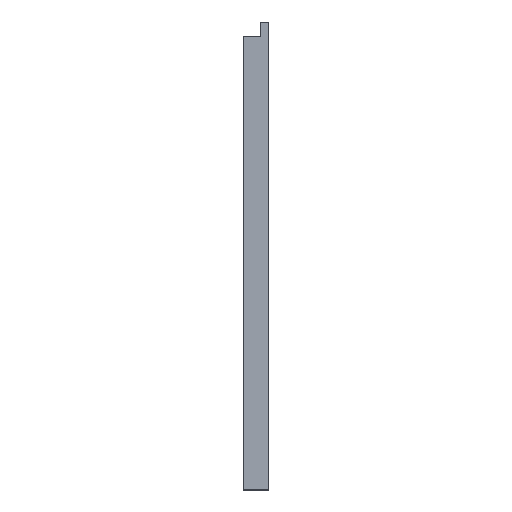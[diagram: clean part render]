
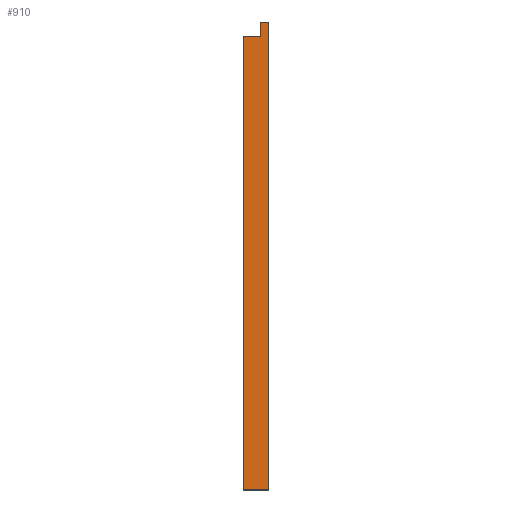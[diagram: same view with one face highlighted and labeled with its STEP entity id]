
A CAD part, left-side view. The second image highlights one B-rep face of the part: STEP entity #910.
In plain terms, the highlighted planar face has unit normal (-1, 0, 0).
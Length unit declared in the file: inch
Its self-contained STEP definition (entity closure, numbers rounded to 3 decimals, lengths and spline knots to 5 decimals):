
#20 = DIRECTION ( 'NONE',  ( 0., 0., 1. ) ) ;
#25 = VERTEX_POINT ( 'NONE', #768 ) ;
#27 = CARTESIAN_POINT ( 'NONE',  ( -9.25, 0., 4.125 ) ) ;
#41 = ORIENTED_EDGE ( 'NONE', *, *, #1293, .F. ) ;
#63 = DIRECTION ( 'NONE',  ( 0., 0., -1. ) ) ;
#90 = CARTESIAN_POINT ( 'NONE',  ( -9.25, 0., -4.125 ) ) ;
#127 = VERTEX_POINT ( 'NONE', #1337 ) ;
#163 = CARTESIAN_POINT ( 'NONE',  ( -9.25, 0.45, -4.125 ) ) ;
#228 = DIRECTION ( 'NONE',  ( 0., -1., 0. ) ) ;
#243 = ORIENTED_EDGE ( 'NONE', *, *, #1089, .F. ) ;
#278 = LINE ( 'NONE', #1653, #492 ) ;
#298 = VECTOR ( 'NONE', #228, 39.37008 ) ;
#310 = EDGE_CURVE ( 'NONE', #1442, #660, #1017, .T. ) ;
#380 = ORIENTED_EDGE ( 'NONE', *, *, #1385, .T. ) ;
#430 = EDGE_LOOP ( 'NONE', ( #1400, #1441, #243, #41, #380, #1403 ) ) ;
#456 = LINE ( 'NONE', #27, #1235 ) ;
#492 = VECTOR ( 'NONE', #20, 39.37008 ) ;
#549 = VECTOR ( 'NONE', #951, 39.37008 ) ;
#620 = LINE ( 'NONE', #736, #1466 ) ;
#660 = VERTEX_POINT ( 'NONE', #1223 ) ;
#715 = AXIS2_PLACEMENT_3D ( 'NONE', #1273, #1290, #63 ) ;
#736 = CARTESIAN_POINT ( 'NONE',  ( -9.25, 0.45, 3.875 ) ) ;
#768 = CARTESIAN_POINT ( 'NONE',  ( -9.25, 0.45, 3.875 ) ) ;
#769 = EDGE_CURVE ( 'NONE', #127, #1442, #1537, .T. ) ;
#774 = VECTOR ( 'NONE', #851, 39.37008 ) ;
#851 = DIRECTION ( 'NONE',  ( 0., 0., 1. ) ) ;
#910 = ADVANCED_FACE ( 'NONE', ( #1147 ), #1265, .F. ) ;
#951 = DIRECTION ( 'NONE',  ( 0., -1., 0. ) ) ;
#988 = CARTESIAN_POINT ( 'NONE',  ( -9.25, 0.45, -4.125 ) ) ;
#1002 = DIRECTION ( 'NONE',  ( 0., 0., 1. ) ) ;
#1017 = LINE ( 'NONE', #1707, #298 ) ;
#1042 = VERTEX_POINT ( 'NONE', #988 ) ;
#1089 = EDGE_CURVE ( 'NONE', #25, #127, #620, .T. ) ;
#1147 = FACE_OUTER_BOUND ( 'NONE', #430, .T. ) ;
#1169 = DIRECTION ( 'NONE',  ( 0., -1., 0. ) ) ;
#1223 = CARTESIAN_POINT ( 'NONE',  ( -9.25, 0., 4.125 ) ) ;
#1227 = CARTESIAN_POINT ( 'NONE',  ( -9.25, 0.15, 4.125 ) ) ;
#1235 = VECTOR ( 'NONE', #1002, 39.37008 ) ;
#1265 = PLANE ( 'NONE',  #715 ) ;
#1273 = CARTESIAN_POINT ( 'NONE',  ( -9.25, 0.45, 4.125 ) ) ;
#1290 = DIRECTION ( 'NONE',  ( 1., 0., 0. ) ) ;
#1293 = EDGE_CURVE ( 'NONE', #1042, #25, #278, .T. ) ;
#1337 = CARTESIAN_POINT ( 'NONE',  ( -9.25, 0.15, 3.875 ) ) ;
#1385 = EDGE_CURVE ( 'NONE', #1042, #1682, #1390, .T. ) ;
#1390 = LINE ( 'NONE', #163, #549 ) ;
#1400 = ORIENTED_EDGE ( 'NONE', *, *, #310, .F. ) ;
#1403 = ORIENTED_EDGE ( 'NONE', *, *, #1459, .T. ) ;
#1441 = ORIENTED_EDGE ( 'NONE', *, *, #769, .F. ) ;
#1442 = VERTEX_POINT ( 'NONE', #1227 ) ;
#1459 = EDGE_CURVE ( 'NONE', #1682, #660, #456, .T. ) ;
#1466 = VECTOR ( 'NONE', #1169, 39.37008 ) ;
#1537 = LINE ( 'NONE', #1769, #774 ) ;
#1653 = CARTESIAN_POINT ( 'NONE',  ( -9.25, 0.45, 4.125 ) ) ;
#1682 = VERTEX_POINT ( 'NONE', #90 ) ;
#1707 = CARTESIAN_POINT ( 'NONE',  ( -9.25, 0.45, 4.125 ) ) ;
#1769 = CARTESIAN_POINT ( 'NONE',  ( -9.25, 0.15, 4.125 ) ) ;
